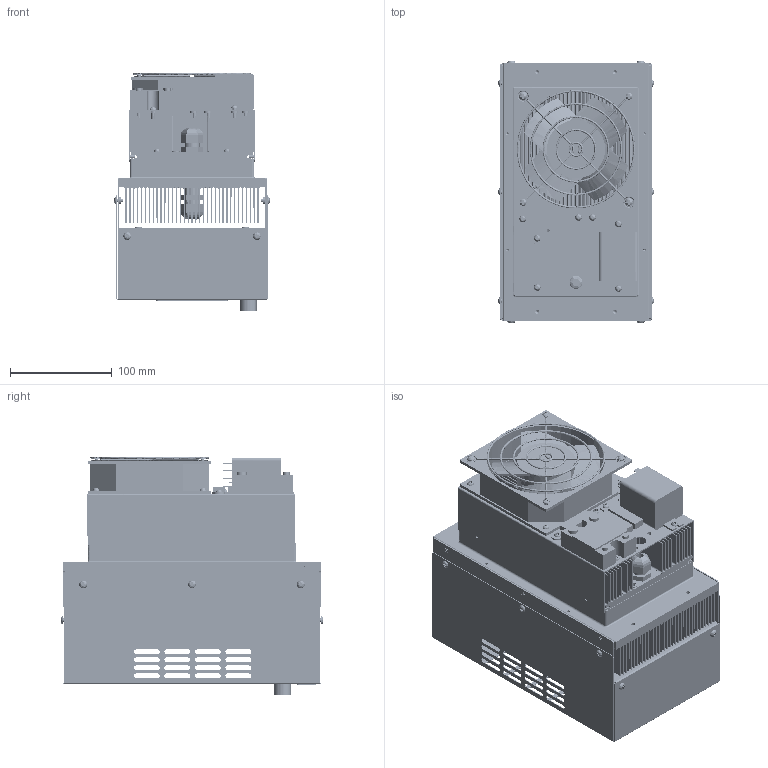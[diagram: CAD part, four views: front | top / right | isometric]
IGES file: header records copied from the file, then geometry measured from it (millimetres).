
Start section: SolidWorks IGES file using analytic representation for surfaces
Global section: file name: ahp-401.IGS; native system: SolidWorks 2016; preprocessor: SolidWorks 2016; author: Afshin; date: 160510.121822; units: inch
Bounding box: 152.45 x 258.06 x 234.54 mm (x, y, z)
Surface area: 1751622.4 mm2 (no closed solid volume)
Topology: 0 solids, 0 shells, 2973 faces, 47092 edges, 47034 vertices
Faces by surface type: bspline 1761, revolution 1212
